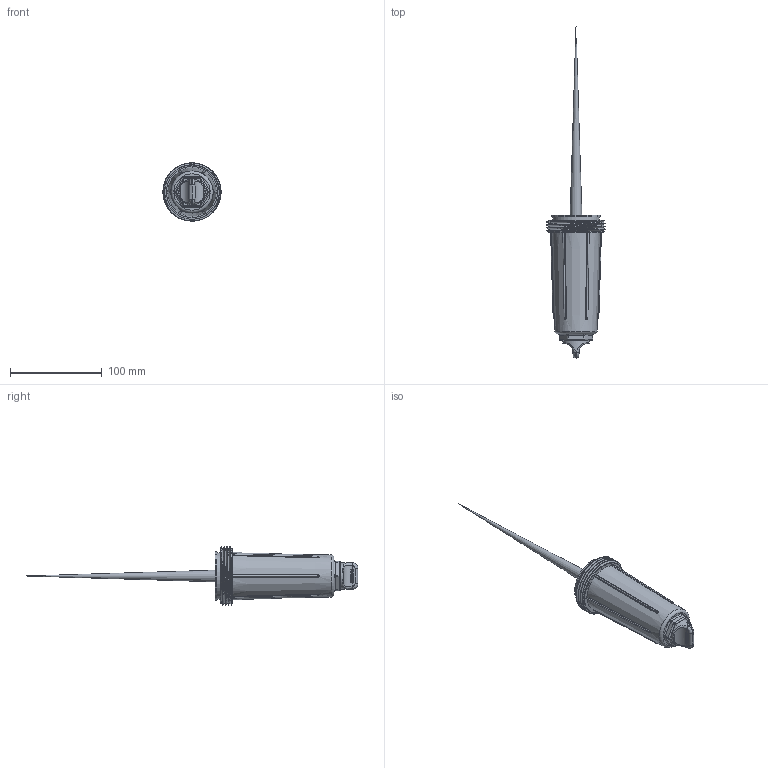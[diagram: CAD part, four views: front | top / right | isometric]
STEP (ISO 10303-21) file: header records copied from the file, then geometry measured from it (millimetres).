
FILE_DESCRIPTION(/* description */ ('3/4" & 1" POLY TEE STRNR BOWL'),/* implementation_level */ '2;1');
FILE_NAME(/* name */ 'LST100-B.stp',/* time_stamp */ '2018-09-14T15:27:17-04:00',/* author */ ('MJC'),/* organization */ (''),/* preprocessor_version */ 'ST-DEVELOPER v17',/* originating_system */ 'Autodesk Inventor 2018',/* authorisation */ '');
FILE_SCHEMA (('AUTOMOTIVE_DESIGN { 1 0 10303 214 3 1 1 }'));
Length unit declared in the file: inch
Products named in the file (4): LST100-B; LST100-XB; 12777; UV15163
Assembly tree (3 placements, depth 2):
  LST100-B
    LST100-XB
    12777
    UV15163
Bounding box: 63.49 x 361.94 x 63.5 mm (x, y, z)
Volume: 104774.9 mm3; surface area: 93579.4 mm2
Topology: 4 solids, 4 shells, 363 faces, 983 edges, 628 vertices
Faces by surface type: plane 140, bspline 114, cylinder 61, cone 22, torus 17, sphere 9
Full cylindrical faces by diameter (mm): 12.7 x1, 25.527 x1, 28.702 x1, 35.052 x1, 51.054 x1, 53.34 x1, 55.744 x2, 59.436 x2, 63.5 x3
Entity records: 23093 total; most frequent: CARTESIAN_POINT 14618, ORIENTED_EDGE 1936, DIRECTION 1426, EDGE_CURVE 968, VERTEX_POINT 624, AXIS2_PLACEMENT_3D 511, LINE 404, VECTOR 404
